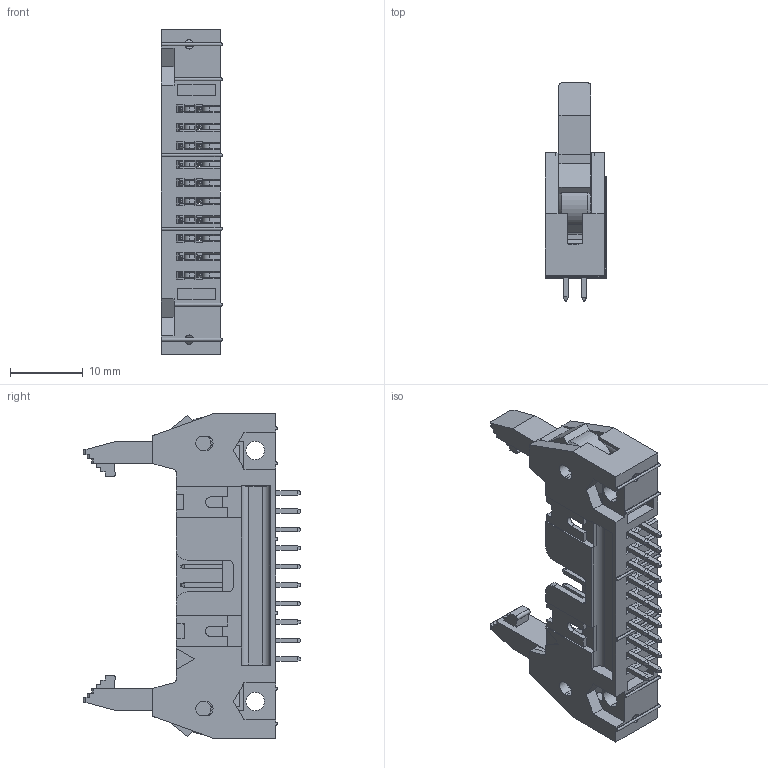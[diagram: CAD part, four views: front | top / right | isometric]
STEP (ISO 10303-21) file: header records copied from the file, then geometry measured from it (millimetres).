
FILE_DESCRIPTION((''),'2;1');
FILE_NAME('71918_Y20_ASM','2006-12-07T',('DaLegrand'),('FCI - CDC Division'),'PRO/ENGINEER BY PARAMETRIC TECHNOLOGY CORPORATION, 2004490','PRO/ENGINEER BY PARAMETRIC TECHNOLOGY CORPORATION, 2004490','');
FILE_SCHEMA(('CONFIG_CONTROL_DESIGN'));
Length unit declared in the file: millimetre
Products named in the file (4): 67017_Y20; 77391_Y22; 67018_001; 71918_Y20_ASM
Assembly tree (23 placements, depth 2):
  71918_Y20_ASM
    67017_Y20
    77391_Y22  x20
    67018_001  x2
Bounding box: 8.4 x 29.99 x 44.7 mm (x, y, z)
Volume: 3395 mm3; surface area: 5582.8 mm2
Topology: 23 solids, 23 shells, 1095 faces, 2963 edges, 1902 vertices
Faces by surface type: plane 925, cylinder 146, torus 8, sphere 8, bspline 4, cone 4
Entity records: 24923 total; most frequent: CARTESIAN_POINT 4703, ORIENTED_EDGE 4332, DIRECTION 3902, EDGE_CURVE 2166, VECTOR 1934, LINE 1934, VERTEX_POINT 1402, AXIS2_PLACEMENT_3D 984
